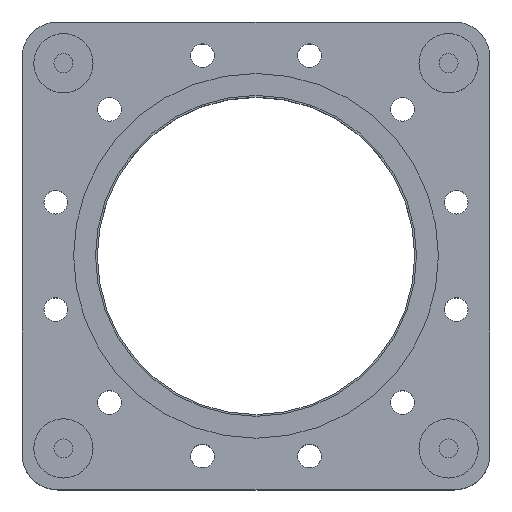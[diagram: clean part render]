
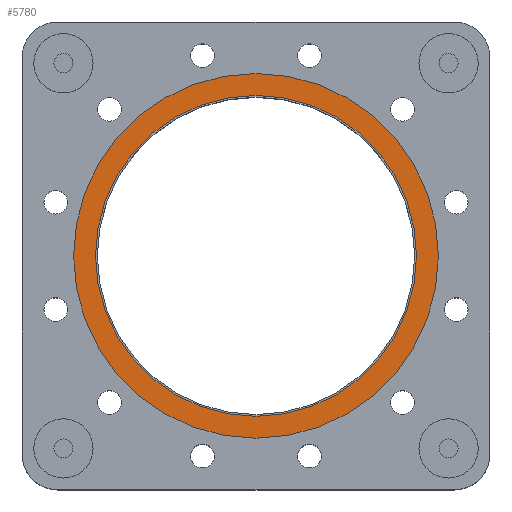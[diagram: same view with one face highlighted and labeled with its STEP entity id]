
A CAD part, top view. The second image highlights one B-rep face of the part: STEP entity #5780.
In plain terms, the highlighted planar face has unit normal (0, 0, 1).
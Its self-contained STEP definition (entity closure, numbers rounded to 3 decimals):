
#69 = AXIS2_PLACEMENT_3D ( 'NONE', #23655, #1221, #10920 ) ;
#1221 = DIRECTION ( 'NONE',  ( 0., 0., 1. ) ) ;
#1430 = CARTESIAN_POINT ( 'NONE',  ( 135.5, 0., 1.5 ) ) ;
#2897 = CARTESIAN_POINT ( 'NONE',  ( 0., 0., 1.5 ) ) ;
#4301 = VERTEX_POINT ( 'NONE', #1430 ) ;
#4971 = EDGE_CURVE ( 'NONE', #11982, #7528, #19404, .T. ) ;
#5097 = AXIS2_PLACEMENT_3D ( 'NONE', #8527, #13066, #15670 ) ;
#5780 = ADVANCED_FACE ( 'NONE', ( #12291, #26987 ), #9102, .T. ) ;
#6517 = ORIENTED_EDGE ( 'NONE', *, *, #4971, .T. ) ;
#7528 = VERTEX_POINT ( 'NONE', #16491 ) ;
#7767 = DIRECTION ( 'NONE',  ( 1., 0., 0. ) ) ;
#8527 = CARTESIAN_POINT ( 'NONE',  ( 0., 0., 1.5 ) ) ;
#8783 = ORIENTED_EDGE ( 'NONE', *, *, #27295, .F. ) ;
#8842 = EDGE_LOOP ( 'NONE', ( #11284, #6517 ) ) ;
#9102 = PLANE ( 'NONE',  #24634 ) ;
#10341 = CARTESIAN_POINT ( 'NONE',  ( -135.5, 0., 1.5 ) ) ;
#10920 = DIRECTION ( 'NONE',  ( 1., 0., 0. ) ) ;
#11284 = ORIENTED_EDGE ( 'NONE', *, *, #14217, .T. ) ;
#11479 = VERTEX_POINT ( 'NONE', #10341 ) ;
#11982 = VERTEX_POINT ( 'NONE', #18517 ) ;
#12291 = FACE_OUTER_BOUND ( 'NONE', #8842, .T. ) ;
#12328 = CIRCLE ( 'NONE', #5097, 135.5 ) ;
#13066 = DIRECTION ( 'NONE',  ( 0., 0., 1. ) ) ;
#14217 = EDGE_CURVE ( 'NONE', #7528, #11982, #15587, .T. ) ;
#14886 = CARTESIAN_POINT ( 'NONE',  ( 0., 0., 1.5 ) ) ;
#15533 = DIRECTION ( 'NONE',  ( 0., 0., 1. ) ) ;
#15587 = CIRCLE ( 'NONE', #69, 154. ) ;
#15670 = DIRECTION ( 'NONE',  ( 1., 0., 0. ) ) ;
#15696 = CIRCLE ( 'NONE', #24927, 135.5 ) ;
#16491 = CARTESIAN_POINT ( 'NONE',  ( -154., 0., 1.5 ) ) ;
#17076 = EDGE_CURVE ( 'NONE', #4301, #11479, #12328, .T. ) ;
#17887 = EDGE_LOOP ( 'NONE', ( #20390, #8783 ) ) ;
#18517 = CARTESIAN_POINT ( 'NONE',  ( 154., 0., 1.5 ) ) ;
#19404 = CIRCLE ( 'NONE', #29184, 154. ) ;
#20390 = ORIENTED_EDGE ( 'NONE', *, *, #17076, .F. ) ;
#22140 = DIRECTION ( 'NONE',  ( 0., 0., 1. ) ) ;
#23655 = CARTESIAN_POINT ( 'NONE',  ( 0., 0., 1.5 ) ) ;
#24634 = AXIS2_PLACEMENT_3D ( 'NONE', #14886, #22140, #7767 ) ;
#24927 = AXIS2_PLACEMENT_3D ( 'NONE', #2897, #27442, #29862 ) ;
#25028 = CARTESIAN_POINT ( 'NONE',  ( 0., 0., 1.5 ) ) ;
#25350 = DIRECTION ( 'NONE',  ( 1., 0., 0. ) ) ;
#26987 = FACE_BOUND ( 'NONE', #17887, .T. ) ;
#27295 = EDGE_CURVE ( 'NONE', #11479, #4301, #15696, .T. ) ;
#27442 = DIRECTION ( 'NONE',  ( 0., 0., 1. ) ) ;
#29184 = AXIS2_PLACEMENT_3D ( 'NONE', #25028, #15533, #25350 ) ;
#29862 = DIRECTION ( 'NONE',  ( 1., 0., 0. ) ) ;
